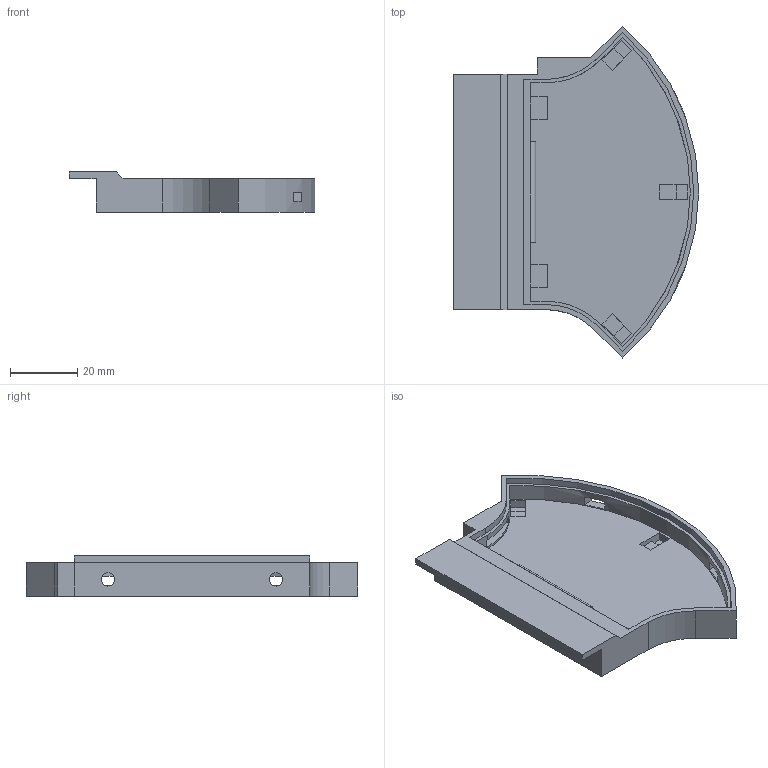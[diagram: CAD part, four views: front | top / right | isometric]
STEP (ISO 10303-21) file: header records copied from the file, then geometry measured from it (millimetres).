
FILE_DESCRIPTION (( 'STEP AP214' ), '1' );
FILE_NAME ('SoporteEfectoHall.STEP', '2024-03-12T12:10:06', ( '' ), ( '' ), 'SwSTEP 2.0', 'SolidWorks 2018', '' );
FILE_SCHEMA (( 'AUTOMOTIVE_DESIGN' ));
Length unit declared in the file: millimetre
Products named in the file (1): SoporteEfectoHall
Bounding box: 73 x 98.72 x 12 mm (x, y, z)
Volume: 25772.9 mm3; surface area: 16186.9 mm2
Topology: 1 solids, 1 shells, 83 faces, 229 edges, 152 vertices
Faces by surface type: plane 68, cylinder 15
Entity records: 2681 total; most frequent: CARTESIAN_POINT 465, ORIENTED_EDGE 458, DIRECTION 437, EDGE_CURVE 229, LINE 189, VECTOR 189, VERTEX_POINT 152, AXIS2_PLACEMENT_3D 124
